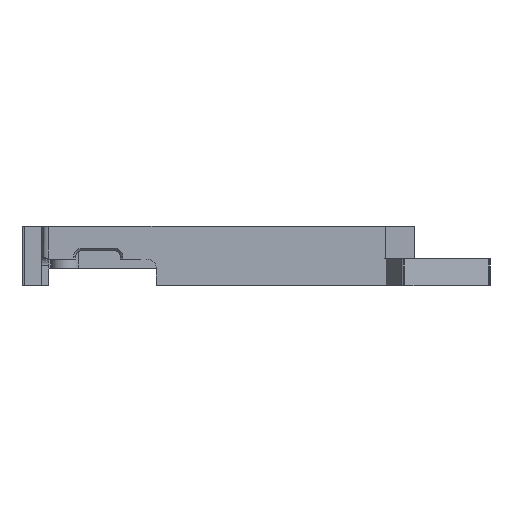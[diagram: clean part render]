
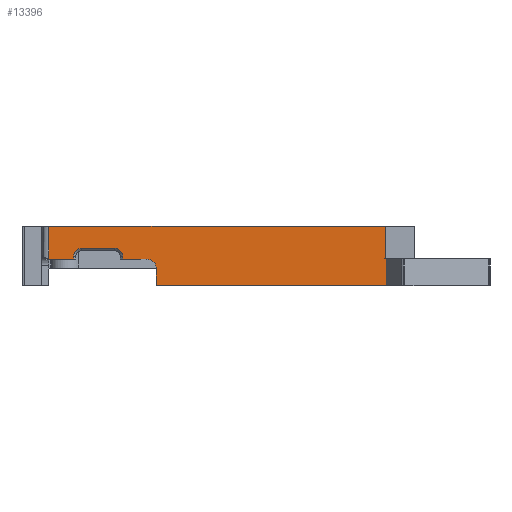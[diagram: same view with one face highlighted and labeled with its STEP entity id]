
A CAD part, left-side view. The second image highlights one B-rep face of the part: STEP entity #13396.
In plain terms, the highlighted planar face has unit normal (-1, 0, 0).
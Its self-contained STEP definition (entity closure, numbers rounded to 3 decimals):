
#1 = VERTEX_POINT ( 'NONE', #13150 ) ;
#308 = ORIENTED_EDGE ( 'NONE', *, *, #2625, .F. ) ;
#368 = DIRECTION ( 'NONE',  ( 0., 1., 0. ) ) ;
#499 = DIRECTION ( 'NONE',  ( -1., 0., 0. ) ) ;
#570 = ORIENTED_EDGE ( 'NONE', *, *, #15485, .T. ) ;
#581 = CARTESIAN_POINT ( 'NONE',  ( 162.585, -47.655, 0.38 ) ) ;
#590 = ORIENTED_EDGE ( 'NONE', *, *, #8860, .T. ) ;
#619 = DIRECTION ( 'NONE',  ( 0., 0., 1. ) ) ;
#751 = LINE ( 'NONE', #5590, #7713 ) ;
#760 = CARTESIAN_POINT ( 'NONE',  ( 162.585, -120.425, 3.65 ) ) ;
#985 = VERTEX_POINT ( 'NONE', #13497 ) ;
#996 = CARTESIAN_POINT ( 'NONE',  ( 162.585, -69.905, 1.57 ) ) ;
#1025 = ORIENTED_EDGE ( 'NONE', *, *, #4387, .T. ) ;
#1122 = VECTOR ( 'NONE', #368, 1000. ) ;
#1219 = LINE ( 'NONE', #2731, #10030 ) ;
#1330 = VECTOR ( 'NONE', #2943, 1000. ) ;
#1550 = DIRECTION ( 'NONE',  ( 0., 0., 1. ) ) ;
#1560 = EDGE_CURVE ( 'NONE', #6729, #10208, #9405, .T. ) ;
#1606 = DIRECTION ( 'NONE',  ( 0., 0., 1. ) ) ;
#1663 = CARTESIAN_POINT ( 'NONE',  ( 162.585, -49.155, 0.38 ) ) ;
#2014 = EDGE_CURVE ( 'NONE', #10208, #14307, #14778, .T. ) ;
#2057 = VERTEX_POINT ( 'NONE', #760 ) ;
#2059 = LINE ( 'NONE', #13940, #8558 ) ;
#2139 = AXIS2_PLACEMENT_3D ( 'NONE', #581, #499, #1606 ) ;
#2227 = CARTESIAN_POINT ( 'NONE',  ( 162.585, -71.905, 1.57 ) ) ;
#2329 = CARTESIAN_POINT ( 'NONE',  ( 162.585, -49.155, 3.572 ) ) ;
#2580 = LINE ( 'NONE', #8799, #15568 ) ;
#2625 = EDGE_CURVE ( 'NONE', #6729, #15483, #14730, .T. ) ;
#2731 = CARTESIAN_POINT ( 'NONE',  ( 162.585, -64.804, 3.571 ) ) ;
#2943 = DIRECTION ( 'NONE',  ( 0., 0., 1. ) ) ;
#3352 = ORIENTED_EDGE ( 'NONE', *, *, #14356, .T. ) ;
#3466 = ORIENTED_EDGE ( 'NONE', *, *, #7986, .T. ) ;
#3584 = VERTEX_POINT ( 'NONE', #5340 ) ;
#3702 = LINE ( 'NONE', #4743, #9023 ) ;
#3854 = CARTESIAN_POINT ( 'NONE',  ( 162.585, -54.404, 4.169 ) ) ;
#3970 = VERTEX_POINT ( 'NONE', #11707 ) ;
#4080 = CIRCLE ( 'NONE', #11477, 1.7 ) ;
#4099 = LINE ( 'NONE', #5843, #8927 ) ;
#4156 = VERTEX_POINT ( 'NONE', #14320 ) ;
#4175 = CARTESIAN_POINT ( 'NONE',  ( 162.585, -69.931, 3.57 ) ) ;
#4387 = EDGE_CURVE ( 'NONE', #8734, #2057, #5446, .T. ) ;
#4415 = DIRECTION ( 'NONE',  ( -1., 0., 0. ) ) ;
#4427 = CARTESIAN_POINT ( 'NONE',  ( 162.585, -63.104, 4.169 ) ) ;
#4497 = EDGE_CURVE ( 'NONE', #10145, #9189, #10253, .T. ) ;
#4572 = DIRECTION ( 'NONE',  ( 0., -1., 0. ) ) ;
#4581 = CARTESIAN_POINT ( 'NONE',  ( 162.585, -49.155, 10.5 ) ) ;
#4706 = EDGE_CURVE ( 'NONE', #3970, #985, #13490, .T. ) ;
#4743 = CARTESIAN_POINT ( 'NONE',  ( 162.585, -68.471, -1.62 ) ) ;
#4861 = EDGE_CURVE ( 'NONE', #14307, #14746, #13318, .T. ) ;
#4873 = DIRECTION ( 'NONE',  ( 0., 0., -1. ) ) ;
#4947 = CARTESIAN_POINT ( 'NONE',  ( 162.585, -63.104, 5.869 ) ) ;
#4973 = VECTOR ( 'NONE', #14992, 1000. ) ;
#5177 = LINE ( 'NONE', #13718, #4973 ) ;
#5340 = CARTESIAN_POINT ( 'NONE',  ( 162.585, -68.471, 3.57 ) ) ;
#5446 = LINE ( 'NONE', #10328, #1122 ) ;
#5502 = PLANE ( 'NONE',  #2139 ) ;
#5533 = DIRECTION ( 'NONE',  ( 1., 0., 0. ) ) ;
#5590 = CARTESIAN_POINT ( 'NONE',  ( 162.585, -72.138, 3.571 ) ) ;
#5737 = DIRECTION ( 'NONE',  ( 0., -1., 0. ) ) ;
#5765 = DIRECTION ( 'NONE',  ( 0., 0., -1. ) ) ;
#5843 = CARTESIAN_POINT ( 'NONE',  ( 162.585, -71.904, -0.003 ) ) ;
#5850 = LINE ( 'NONE', #4581, #11365 ) ;
#6049 = ORIENTED_EDGE ( 'NONE', *, *, #13379, .F. ) ;
#6432 = CARTESIAN_POINT ( 'NONE',  ( 162.585, -63.104, 5.869 ) ) ;
#6495 = CARTESIAN_POINT ( 'NONE',  ( 162.585, -54.404, 4.169 ) ) ;
#6568 = CARTESIAN_POINT ( 'NONE',  ( 162.585, -120.425, 3.65 ) ) ;
#6729 = VERTEX_POINT ( 'NONE', #2329 ) ;
#6777 = CARTESIAN_POINT ( 'NONE',  ( 162.585, -120.425, 10.5 ) ) ;
#6873 = ORIENTED_EDGE ( 'NONE', *, *, #2014, .T. ) ;
#6875 = EDGE_CURVE ( 'NONE', #4156, #12956, #5177, .T. ) ;
#7287 = ORIENTED_EDGE ( 'NONE', *, *, #7321, .T. ) ;
#7321 = EDGE_CURVE ( 'NONE', #4156, #8734, #2059, .T. ) ;
#7517 = ORIENTED_EDGE ( 'NONE', *, *, #1560, .T. ) ;
#7711 = EDGE_CURVE ( 'NONE', #15483, #9511, #5850, .T. ) ;
#7713 = VECTOR ( 'NONE', #9652, 1000. ) ;
#7986 = EDGE_CURVE ( 'NONE', #985, #1, #751, .T. ) ;
#8260 = DIRECTION ( 'NONE',  ( 0., 0., -1. ) ) ;
#8291 = CARTESIAN_POINT ( 'NONE',  ( 162.585, -54.904, 3.571 ) ) ;
#8489 = ORIENTED_EDGE ( 'NONE', *, *, #4861, .T. ) ;
#8558 = VECTOR ( 'NONE', #14013, 1000. ) ;
#8592 = CARTESIAN_POINT ( 'NONE',  ( 162.585, -54.404, 3.571 ) ) ;
#8641 = CARTESIAN_POINT ( 'NONE',  ( 162.585, -71.904, -2. ) ) ;
#8734 = VERTEX_POINT ( 'NONE', #6568 ) ;
#8799 = CARTESIAN_POINT ( 'NONE',  ( 162.585, -120.425, 0. ) ) ;
#8860 = EDGE_CURVE ( 'NONE', #1, #3584, #3702, .T. ) ;
#8927 = VECTOR ( 'NONE', #13358, 1000. ) ;
#9023 = VECTOR ( 'NONE', #8260, 1000. ) ;
#9184 = ORIENTED_EDGE ( 'NONE', *, *, #7711, .F. ) ;
#9189 = VERTEX_POINT ( 'NONE', #4175 ) ;
#9405 = LINE ( 'NONE', #8291, #12535 ) ;
#9511 = VERTEX_POINT ( 'NONE', #6777 ) ;
#9526 = VECTOR ( 'NONE', #1550, 1000. ) ;
#9652 = DIRECTION ( 'NONE',  ( 0., -1., 0. ) ) ;
#9912 = DIRECTION ( 'NONE',  ( 0., 0., 1. ) ) ;
#9967 = DIRECTION ( 'NONE',  ( 0., 1., 0. ) ) ;
#10030 = VECTOR ( 'NONE', #9967, 1000. ) ;
#10145 = VERTEX_POINT ( 'NONE', #2227 ) ;
#10208 = VERTEX_POINT ( 'NONE', #8592 ) ;
#10253 = CIRCLE ( 'NONE', #14323, 2. ) ;
#10328 = CARTESIAN_POINT ( 'NONE',  ( 162.585, -70.975, 3.65 ) ) ;
#10610 = CARTESIAN_POINT ( 'NONE',  ( 162.585, -56.104, 4.169 ) ) ;
#10838 = EDGE_LOOP ( 'NONE', ( #11663, #7287, #1025, #14630, #9184, #308, #7517, #6873, #8489, #3352, #570, #14331, #3466, #590, #6049, #11221, #12591 ) ) ;
#11062 = VECTOR ( 'NONE', #4572, 1000. ) ;
#11221 = ORIENTED_EDGE ( 'NONE', *, *, #4497, .F. ) ;
#11253 = VERTEX_POINT ( 'NONE', #6432 ) ;
#11365 = VECTOR ( 'NONE', #15446, 1000. ) ;
#11477 = AXIS2_PLACEMENT_3D ( 'NONE', #4427, #5533, #619 ) ;
#11663 = ORIENTED_EDGE ( 'NONE', *, *, #6875, .F. ) ;
#11707 = CARTESIAN_POINT ( 'NONE',  ( 162.585, -64.804, 4.169 ) ) ;
#12026 = DIRECTION ( 'NONE',  ( 1., 0., 0. ) ) ;
#12042 = VECTOR ( 'NONE', #4873, 1000. ) ;
#12535 = VECTOR ( 'NONE', #5737, 1000. ) ;
#12591 = ORIENTED_EDGE ( 'NONE', *, *, #15519, .F. ) ;
#12619 = FACE_OUTER_BOUND ( 'NONE', #10838, .T. ) ;
#12956 = VERTEX_POINT ( 'NONE', #8641 ) ;
#12964 = CARTESIAN_POINT ( 'NONE',  ( 162.585, -49.155, 10.5 ) ) ;
#13150 = CARTESIAN_POINT ( 'NONE',  ( 162.585, -68.471, 3.571 ) ) ;
#13157 = DIRECTION ( 'NONE',  ( 0., 0., 1. ) ) ;
#13318 = CIRCLE ( 'NONE', #13818, 1.7 ) ;
#13358 = DIRECTION ( 'NONE',  ( 0., 0., 1. ) ) ;
#13379 = EDGE_CURVE ( 'NONE', #9189, #3584, #1219, .T. ) ;
#13396 = ADVANCED_FACE ( 'NONE', ( #12619 ), #5502, .T. ) ;
#13490 = LINE ( 'NONE', #15060, #12042 ) ;
#13497 = CARTESIAN_POINT ( 'NONE',  ( 162.585, -64.804, 3.571 ) ) ;
#13718 = CARTESIAN_POINT ( 'NONE',  ( 162.585, -47.655, -2. ) ) ;
#13818 = AXIS2_PLACEMENT_3D ( 'NONE', #10610, #12026, #13157 ) ;
#13940 = CARTESIAN_POINT ( 'NONE',  ( 162.585, -120.425, 0. ) ) ;
#14013 = DIRECTION ( 'NONE',  ( 0., 0., 1. ) ) ;
#14307 = VERTEX_POINT ( 'NONE', #6495 ) ;
#14320 = CARTESIAN_POINT ( 'NONE',  ( 162.585, -120.425, -2. ) ) ;
#14323 = AXIS2_PLACEMENT_3D ( 'NONE', #996, #4415, #5765 ) ;
#14331 = ORIENTED_EDGE ( 'NONE', *, *, #4706, .T. ) ;
#14356 = EDGE_CURVE ( 'NONE', #14746, #11253, #15509, .T. ) ;
#14630 = ORIENTED_EDGE ( 'NONE', *, *, #15638, .T. ) ;
#14730 = LINE ( 'NONE', #1663, #1330 ) ;
#14746 = VERTEX_POINT ( 'NONE', #15634 ) ;
#14778 = LINE ( 'NONE', #3854, #9526 ) ;
#14992 = DIRECTION ( 'NONE',  ( 0., 1., 0. ) ) ;
#15060 = CARTESIAN_POINT ( 'NONE',  ( 162.585, -64.804, 3.571 ) ) ;
#15446 = DIRECTION ( 'NONE',  ( 0., -1., 0. ) ) ;
#15483 = VERTEX_POINT ( 'NONE', #12964 ) ;
#15485 = EDGE_CURVE ( 'NONE', #11253, #3970, #4080, .T. ) ;
#15509 = LINE ( 'NONE', #4947, #11062 ) ;
#15519 = EDGE_CURVE ( 'NONE', #12956, #10145, #4099, .T. ) ;
#15568 = VECTOR ( 'NONE', #9912, 1000. ) ;
#15634 = CARTESIAN_POINT ( 'NONE',  ( 162.585, -56.104, 5.869 ) ) ;
#15638 = EDGE_CURVE ( 'NONE', #2057, #9511, #2580, .T. ) ;
